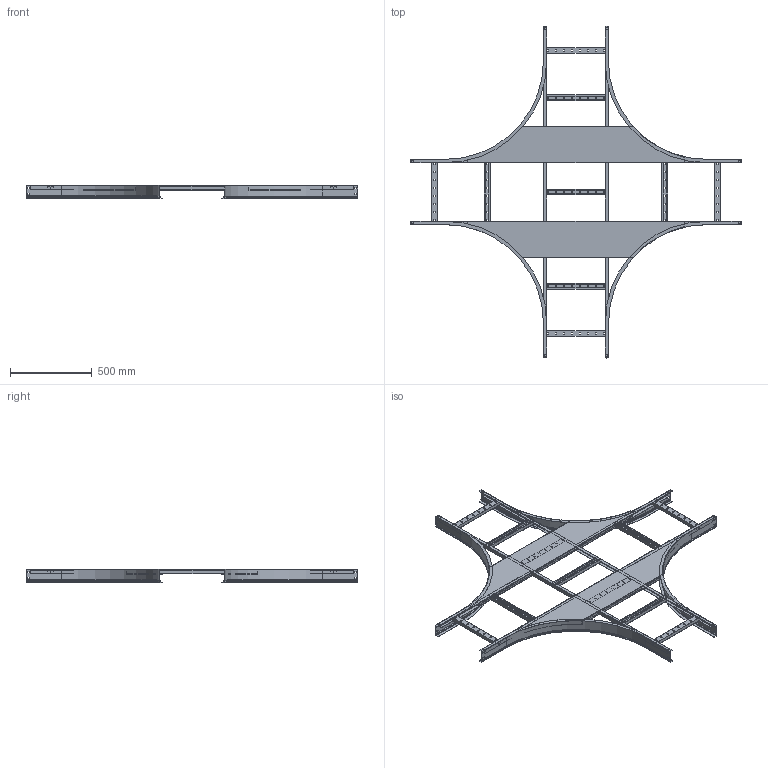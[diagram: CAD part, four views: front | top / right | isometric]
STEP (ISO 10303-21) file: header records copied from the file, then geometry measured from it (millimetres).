
FILE_DESCRIPTION (( 'STEP AP214' ), '1' );
FILE_NAME ('EAKR05-4--07 (80x400).STEP', '2021-03-08T07:52:13', ( '' ), ( '' ), 'SwSTEP 2.0', 'SolidWorks 2017', '' );
FILE_SCHEMA (( 'AUTOMOTIVE_DESIGN' ));
Length unit declared in the file: millimetre
Products named in the file (8): ÊÈÂÀ 195.02.01 Ëîíæåðîí áàçîâûé-00_-01; ÊÈÂÀ 195.02.05 Ï-ïðîôèëü-00_668.2; 岓臍 195.02.20 冓憵 600-00_-02 (400); 岓臍 195.02.10 捘 冓憵-00_-02 (1974); EAKR05-4--07 (80x400); 195.02.02_Ïëàñòèíà ñîåäèíèòåëüíàÿ-00_-02 (400); ÊÈÂÀ 195.01.03_Ïëàíêà ïîïåðå÷íàÿ-00_-02; ÊÈÂÀ 195.02.04 Ï-ïðîôèëü-00_-02 (1974)
Assembly tree (24 placements, depth 3):
  EAKR05-4--07 (80x400)
    岓臍 195.02.10 捘 冓憵-00_-02 (1974)
      ÊÈÂÀ 195.02.04 Ï-ïðîôèëü-00_-02 (1974)  x2
      ÊÈÂÀ 195.01.03_Ïëàíêà ïîïåðå÷íàÿ-00_-02  x7
    ÊÈÂÀ 195.02.01 Ëîíæåðîí áàçîâûé-00_-01  x4
    岓臍 195.02.20 冓憵 600-00_-02 (400)  x2
      ÊÈÂÀ 195.02.05 Ï-ïðîôèëü-00_668.2
      ÊÈÂÀ 195.01.03_Ïëàíêà ïîïåðå÷íàÿ-00_-02
    195.02.02_Ïëàñòèíà ñîåäèíèòåëüíàÿ-00_-02 (400)  x4
Bounding box: 2034 x 2034 x 81.48 mm (x, y, z)
Volume: 2957540.9 mm3; surface area: 4994388.7 mm2
Topology: 25 solids, 25 shells, 1654 faces, 4396 edges, 2792 vertices
Faces by surface type: plane 1206, cylinder 408, torus 24, cone 16
Entity records: 9942 total; most frequent: DIRECTION 1694, CARTESIAN_POINT 1663, ORIENTED_EDGE 1624, EDGE_CURVE 812, LINE 624, VECTOR 624, AXIS2_PLACEMENT_3D 535, VERTEX_POINT 504
